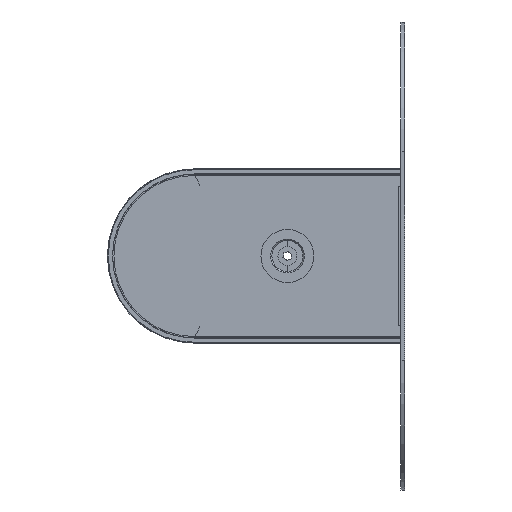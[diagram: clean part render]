
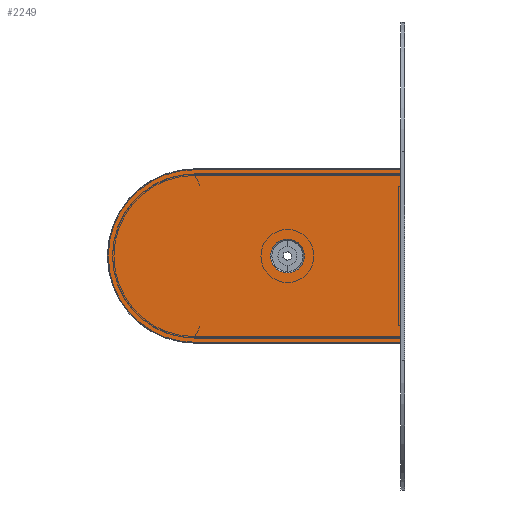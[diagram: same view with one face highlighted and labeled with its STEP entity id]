
A CAD part, left-side view. The second image highlights one B-rep face of the part: STEP entity #2249.
In plain terms, the highlighted planar face has unit normal (-1, 0, 0).
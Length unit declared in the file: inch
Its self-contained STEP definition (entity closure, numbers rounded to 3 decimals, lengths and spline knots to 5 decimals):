
#2 = ORIENTED_EDGE ( 'NONE', *, *, #52, .T. ) ;
#18 = EDGE_CURVE ( 'NONE', #3087, #3086, #2988, .T. ) ;
#38 = EDGE_CURVE ( 'NONE', #3086, #3087, #380, .T. ) ;
#40 = EDGE_CURVE ( 'NONE', #3062, #3074, #384, .T. ) ;
#48 = EDGE_CURVE ( 'NONE', #3068, #3062, #391, .T. ) ;
#51 = EDGE_CURVE ( 'NONE', #3060, #3057, #392, .T. ) ;
#52 = EDGE_CURVE ( 'NONE', #3057, #3502, #151, .T. ) ;
#53 = EDGE_CURVE ( 'NONE', #3502, #3068, #395, .T. ) ;
#54 = EDGE_CURVE ( 'NONE', #3074, #3056, #399, .T. ) ;
#55 = EDGE_CURVE ( 'NONE', #3056, #3060, #152, .T. ) ;
#151 =( BOUNDED_CURVE ( )  B_SPLINE_CURVE ( 3, ( #550, #544, #552, #553 ),
 .UNSPECIFIED., .F., .F. ) 
 B_SPLINE_CURVE_WITH_KNOTS ( ( 4, 4 ),
 ( 5.49794, 7.06843 ),
 .UNSPECIFIED. ) 
 CURVE ( )  GEOMETRIC_REPRESENTATION_ITEM ( )  RATIONAL_B_SPLINE_CURVE ( ( 1., 0.805, 0.805, 1. ) ) 
 REPRESENTATION_ITEM ( '' )  );
#152 =( BOUNDED_CURVE ( )  B_SPLINE_CURVE ( 3, ( #559, #549, #551, #560 ),
 .UNSPECIFIED., .F., .F. ) 
 B_SPLINE_CURVE_WITH_KNOTS ( ( 4, 4 ),
 ( 5.49794, 7.06843 ),
 .UNSPECIFIED. ) 
 CURVE ( )  GEOMETRIC_REPRESENTATION_ITEM ( )  RATIONAL_B_SPLINE_CURVE ( ( 1., 0.805, 0.805, 1. ) ) 
 REPRESENTATION_ITEM ( '' )  );
#267 = EDGE_LOOP ( 'NONE', ( #2882, #2891 ) ) ;
#280 = EDGE_LOOP ( 'NONE', ( #2890, #2, #3428, #2886, #3507, #3405, #3503 ) ) ;
#323 = FACE_OUTER_BOUND ( 'NONE', #280, .T. ) ;
#327 = FACE_BOUND ( 'NONE', #267, .T. ) ;
#380 = CIRCLE ( 'NONE', #3146, 0.1634 ) ;
#384 = CIRCLE ( 'NONE', #3144, 0.82949 ) ;
#391 = CIRCLE ( 'NONE', #3137, 0.82949 ) ;
#392 = LINE ( 'NONE', #545, #397 ) ;
#395 = LINE ( 'NONE', #554, #396 ) ;
#396 = VECTOR ( 'NONE', #555, 39.37008 ) ;
#397 = VECTOR ( 'NONE', #537, 39.37008 ) ;
#399 = LINE ( 'NONE', #556, #401 ) ;
#401 = VECTOR ( 'NONE', #557, 39.37008 ) ;
#507 = DIRECTION ( 'NONE',  ( 0., 0., 1. ) ) ;
#508 = DIRECTION ( 'NONE',  ( -1., 0., 0. ) ) ;
#509 = CARTESIAN_POINT ( 'NONE',  ( -23.29614, -0.29115, 0. ) ) ;
#537 = DIRECTION ( 'NONE',  ( 0., 0., 1. ) ) ;
#538 = CARTESIAN_POINT ( 'NONE',  ( -23.29614, 0.60181, 0. ) ) ;
#539 = DIRECTION ( 'NONE',  ( -1., 0., 0. ) ) ;
#540 = DIRECTION ( 'NONE',  ( 0., 0., 1. ) ) ;
#544 = CARTESIAN_POINT ( 'NONE',  ( -23.29614, -1.37496, 0.82742 ) ) ;
#545 = CARTESIAN_POINT ( 'NONE',  ( -23.29614, -1.37496, 0.82441 ) ) ;
#549 = CARTESIAN_POINT ( 'NONE',  ( -23.29614, -1.37289, -0.82949 ) ) ;
#550 = CARTESIAN_POINT ( 'NONE',  ( -23.29614, -1.37496, 0.82449 ) ) ;
#551 = CARTESIAN_POINT ( 'NONE',  ( -23.29614, -1.37496, -0.82742 ) ) ;
#552 = CARTESIAN_POINT ( 'NONE',  ( -23.29614, -1.37289, 0.82949 ) ) ;
#553 = CARTESIAN_POINT ( 'NONE',  ( -23.29614, -1.36996, 0.82949 ) ) ;
#554 = CARTESIAN_POINT ( 'NONE',  ( -23.29614, 0.60181, 0.82949 ) ) ;
#555 = DIRECTION ( 'NONE',  ( 0., 1., 0. ) ) ;
#556 = CARTESIAN_POINT ( 'NONE',  ( -23.29614, -1.36987, -0.82949 ) ) ;
#557 = DIRECTION ( 'NONE',  ( 0., -1., 0. ) ) ;
#559 = CARTESIAN_POINT ( 'NONE',  ( -23.29614, -1.36996, -0.82949 ) ) ;
#560 = CARTESIAN_POINT ( 'NONE',  ( -23.29614, -1.37496, -0.82449 ) ) ;
#1100 = AXIS2_PLACEMENT_3D ( 'NONE', #3359, #3360, #3361 ) ;
#2143 = AXIS2_PLACEMENT_3D ( 'NONE', #509, #508, #507 ) ;
#2249 = ADVANCED_FACE ( 'NONE', ( #323, #327 ), #3351, .T. ) ;
#2549 = CARTESIAN_POINT ( 'NONE',  ( -23.29614, -1.36996, -0.82949 ) ) ;
#2550 = CARTESIAN_POINT ( 'NONE',  ( -23.29614, -1.37496, 0.82449 ) ) ;
#2553 = CARTESIAN_POINT ( 'NONE',  ( -23.29614, -1.37496, -0.82449 ) ) ;
#2555 = CARTESIAN_POINT ( 'NONE',  ( -23.29614, 1.4313, 0. ) ) ;
#2561 = CARTESIAN_POINT ( 'NONE',  ( -23.29614, 0.60181, 0.82949 ) ) ;
#2567 = CARTESIAN_POINT ( 'NONE',  ( -23.29614, 0.60181, -0.82949 ) ) ;
#2579 = CARTESIAN_POINT ( 'NONE',  ( -23.29614, -0.29115, 0.1634 ) ) ;
#2580 = CARTESIAN_POINT ( 'NONE',  ( -23.29614, -0.29115, -0.16341 ) ) ;
#2689 = CARTESIAN_POINT ( 'NONE',  ( -23.29614, -1.36996, 0.82949 ) ) ;
#2882 = ORIENTED_EDGE ( 'NONE', *, *, #38, .F. ) ;
#2886 = ORIENTED_EDGE ( 'NONE', *, *, #48, .T. ) ;
#2890 = ORIENTED_EDGE ( 'NONE', *, *, #51, .T. ) ;
#2891 = ORIENTED_EDGE ( 'NONE', *, *, #18, .F. ) ;
#2988 = CIRCLE ( 'NONE', #2143, 0.1634 ) ;
#3013 = DIRECTION ( 'NONE',  ( 0., 0., 1. ) ) ;
#3014 = DIRECTION ( 'NONE',  ( -1., 0., 0. ) ) ;
#3015 = CARTESIAN_POINT ( 'NONE',  ( -23.29614, 0.60181, 0. ) ) ;
#3025 = DIRECTION ( 'NONE',  ( 0., 0., 1. ) ) ;
#3026 = DIRECTION ( 'NONE',  ( -1., 0., 0. ) ) ;
#3027 = CARTESIAN_POINT ( 'NONE',  ( -23.29614, -0.29115, 0. ) ) ;
#3056 = VERTEX_POINT ( 'NONE', #2549 ) ;
#3057 = VERTEX_POINT ( 'NONE', #2550 ) ;
#3060 = VERTEX_POINT ( 'NONE', #2553 ) ;
#3062 = VERTEX_POINT ( 'NONE', #2555 ) ;
#3068 = VERTEX_POINT ( 'NONE', #2561 ) ;
#3074 = VERTEX_POINT ( 'NONE', #2567 ) ;
#3086 = VERTEX_POINT ( 'NONE', #2579 ) ;
#3087 = VERTEX_POINT ( 'NONE', #2580 ) ;
#3137 = AXIS2_PLACEMENT_3D ( 'NONE', #538, #539, #540 ) ;
#3144 = AXIS2_PLACEMENT_3D ( 'NONE', #3015, #3014, #3013 ) ;
#3146 = AXIS2_PLACEMENT_3D ( 'NONE', #3027, #3026, #3025 ) ;
#3351 = PLANE ( 'NONE',  #1100 ) ;
#3359 = CARTESIAN_POINT ( 'NONE',  ( -23.29614, -0.29075, 0. ) ) ;
#3360 = DIRECTION ( 'NONE',  ( -1., 0., 0. ) ) ;
#3361 = DIRECTION ( 'NONE',  ( 0., 0., 1. ) ) ;
#3405 = ORIENTED_EDGE ( 'NONE', *, *, #54, .T. ) ;
#3428 = ORIENTED_EDGE ( 'NONE', *, *, #53, .T. ) ;
#3502 = VERTEX_POINT ( 'NONE', #2689 ) ;
#3503 = ORIENTED_EDGE ( 'NONE', *, *, #55, .T. ) ;
#3507 = ORIENTED_EDGE ( 'NONE', *, *, #40, .T. ) ;
